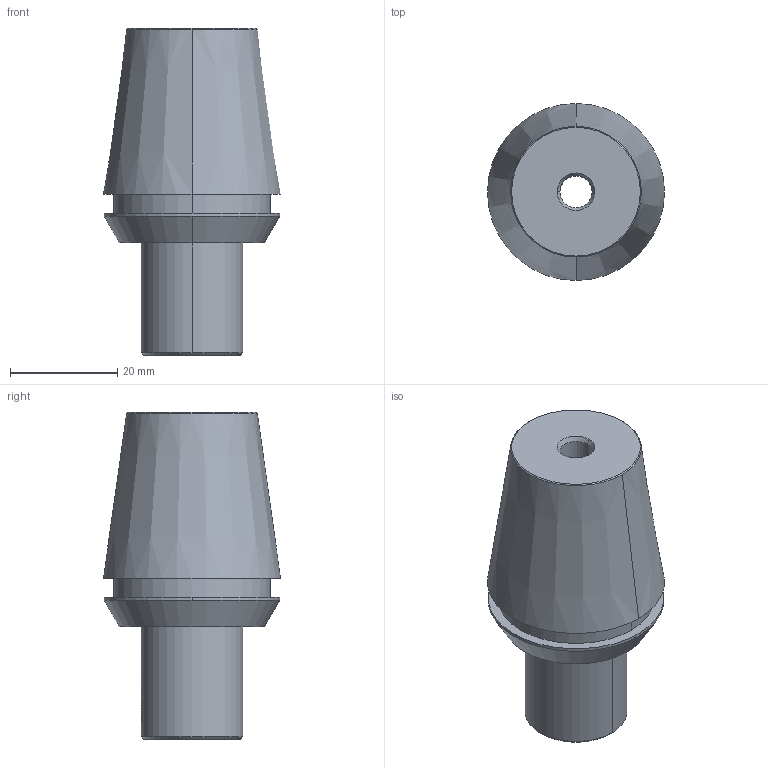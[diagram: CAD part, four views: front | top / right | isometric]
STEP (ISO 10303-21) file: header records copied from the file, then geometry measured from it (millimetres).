
FILE_DESCRIPTION(('no description'),'unknown implementation level');
FILE_NAME('B080A804-932E-4F2F-B8FC-270D804734E6_export.stp',' ',('CIMSOURCE GmbH'),('CADClick - KiM GmbH - www.kimweb.de'),'unknown preprocess','ACIS','unknown authorization');
FILE_SCHEMA(('automotive_design'));
Length unit declared in the file: millimetre
Products named in the file (2): 335.131 Kaiser ER- Adapter ER32xCKB1x50 DIN 6499B|690.431 Kaiser ETL M4 X 5 CK1;Schnitt-Linear austragen1; 335.131 Kaiser ER- Adapter ER32xCKB1x50 DIN 6499B|335.131 Kaiser ER- Adapter ER32xCKB1x50 DIN 6499B;<N241.12 Aufnahme CKB1>-< Schleifen CK-Aufnahme>
Bounding box: 33 x 33 x 61 mm (x, y, z)
Volume: 29577 mm3; surface area: 7800.8 mm2
Topology: 2 solids, 2 shells, 81 faces, 192 edges, 115 vertices
Faces by surface type: cone 32, plane 29, cylinder 20
Entity records: 4691 total; most frequent: CARTESIAN_POINT 571, DIRECTION 426, STYLED_ITEM 388, PRESENTATION_STYLE_ASSIGNMENT 388, COLOUR_RGB 388, ORIENTED_EDGE 380, EDGE_CURVE 190, CURVE_STYLE 190
